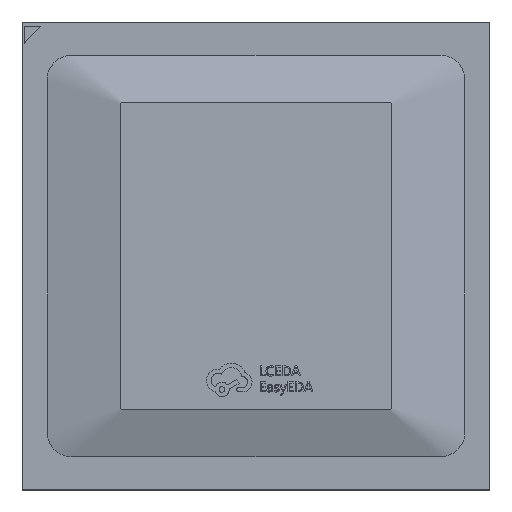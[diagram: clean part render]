
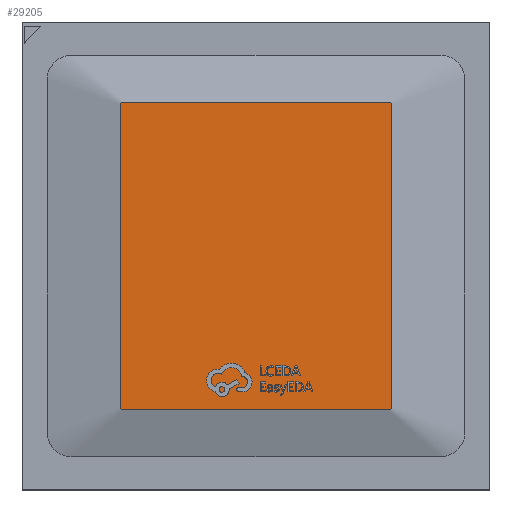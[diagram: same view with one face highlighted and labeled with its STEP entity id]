
A CAD part, top view. The second image highlights one B-rep face of the part: STEP entity #29205.
In plain terms, the highlighted planar face has unit normal (0, 0, 1).
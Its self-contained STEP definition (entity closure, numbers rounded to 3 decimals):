
#391 = CARTESIAN_POINT ( 'NONE',  ( 5.49, 6.201, 1.23 ) ) ;
#491 = B_SPLINE_CURVE_WITH_KNOTS ( 'NONE', 3,
 ( #8019, #23664, #17205, #5722, #14538, #7863 ),
 .UNSPECIFIED., .F., .F.,
 ( 4, 2, 4 ),
 ( 0., 0.5, 1. ),
 .UNSPECIFIED. ) ;
#835 = CARTESIAN_POINT ( 'NONE',  ( -5.5, 6.15, 1.23 ) ) ;
#922 = B_SPLINE_CURVE_WITH_KNOTS ( 'NONE', 3,
 ( #20191, #14359, #391, #6931, #9661, #7391 ),
 .UNSPECIFIED., .F., .F.,
 ( 4, 2, 4 ),
 ( 0., 0.5, 1. ),
 .UNSPECIFIED. ) ;
#1258 = ORIENTED_EDGE ( 'NONE', *, *, #15910, .T. ) ;
#1361 = DIRECTION ( 'NONE',  ( -1., 0., 0. ) ) ;
#1605 = EDGE_CURVE ( 'NONE', #28851, #13755, #491, .T. ) ;
#2274 = CARTESIAN_POINT ( 'NONE',  ( -5.4, 6.25, 1.23 ) ) ;
#4100 = LINE ( 'NONE', #15022, #18582 ) ;
#4338 = EDGE_CURVE ( 'NONE', #16853, #18204, #4100, .T. ) ;
#4465 = CARTESIAN_POINT ( 'NONE',  ( 5.5, -6.15, 1.23 ) ) ;
#4916 = VERTEX_POINT ( 'NONE', #22119 ) ;
#5722 = CARTESIAN_POINT ( 'NONE',  ( -5.452, -6.24, 1.23 ) ) ;
#6263 = CARTESIAN_POINT ( 'NONE',  ( 5.4, -6.25, 1.23 ) ) ;
#6931 = CARTESIAN_POINT ( 'NONE',  ( 5.452, 6.24, 1.23 ) ) ;
#7127 = ORIENTED_EDGE ( 'NONE', *, *, #4338, .T. ) ;
#7391 = CARTESIAN_POINT ( 'NONE',  ( 5.4, 6.25, 1.23 ) ) ;
#7464 = CARTESIAN_POINT ( 'NONE',  ( -5.4, 6.25, 1.23 ) ) ;
#7646 = DIRECTION ( 'NONE',  ( 1., 0., 0. ) ) ;
#7863 = CARTESIAN_POINT ( 'NONE',  ( -5.4, -6.25, 1.23 ) ) ;
#8019 = CARTESIAN_POINT ( 'NONE',  ( -5.5, -6.15, 1.23 ) ) ;
#8391 = VECTOR ( 'NONE', #23792, 1000. ) ;
#8459 = EDGE_CURVE ( 'NONE', #26515, #16853, #922, .T. ) ;
#8552 = CARTESIAN_POINT ( 'NONE',  ( 5.5, -6.15, 1.23 ) ) ;
#8989 = VERTEX_POINT ( 'NONE', #4465 ) ;
#9661 = CARTESIAN_POINT ( 'NONE',  ( 5.428, 6.25, 1.23 ) ) ;
#10586 = CARTESIAN_POINT ( 'NONE',  ( 5.471, 6.221, 1.23 ) ) ;
#11629 = B_SPLINE_CURVE_WITH_KNOTS ( 'NONE', 3,
 ( #6263, #28924, #17452, #15371, #29215, #8552 ),
 .UNSPECIFIED., .F., .F.,
 ( 4, 2, 4 ),
 ( 0., 0.5, 1. ),
 .UNSPECIFIED. ) ;
#11706 = CARTESIAN_POINT ( 'NONE',  ( -5.5, 6.15, 1.23 ) ) ;
#12360 = LINE ( 'NONE', #21620, #22636 ) ;
#12584 = FACE_OUTER_BOUND ( 'NONE', #23243, .T. ) ;
#12873 = DIRECTION ( 'NONE',  ( 0., 0., -1. ) ) ;
#13755 = VERTEX_POINT ( 'NONE', #23302 ) ;
#13830 = CARTESIAN_POINT ( 'NONE',  ( -5.427, 6.25, 1.23 ) ) ;
#14359 = CARTESIAN_POINT ( 'NONE',  ( 5.5, 6.177, 1.23 ) ) ;
#14538 = CARTESIAN_POINT ( 'NONE',  ( -5.428, -6.25, 1.23 ) ) ;
#15022 = CARTESIAN_POINT ( 'NONE',  ( 5.4, 6.25, 1.23 ) ) ;
#15371 = CARTESIAN_POINT ( 'NONE',  ( 5.49, -6.202, 1.23 ) ) ;
#15910 = EDGE_CURVE ( 'NONE', #8989, #26515, #12360, .T. ) ;
#16827 = CARTESIAN_POINT ( 'NONE',  ( -5.5, 6.178, 1.23 ) ) ;
#16853 = VERTEX_POINT ( 'NONE', #17692 ) ;
#17205 = CARTESIAN_POINT ( 'NONE',  ( -5.49, -6.201, 1.23 ) ) ;
#17452 = CARTESIAN_POINT ( 'NONE',  ( 5.451, -6.24, 1.23 ) ) ;
#17523 = ORIENTED_EDGE ( 'NONE', *, *, #8459, .T. ) ;
#17692 = CARTESIAN_POINT ( 'NONE',  ( 5.4, 6.25, 1.23 ) ) ;
#17744 = ORIENTED_EDGE ( 'NONE', *, *, #25498, .T. ) ;
#18204 = VERTEX_POINT ( 'NONE', #2274 ) ;
#18582 = VECTOR ( 'NONE', #1361, 1000. ) ;
#19270 = B_SPLINE_CURVE_WITH_KNOTS ( 'NONE', 3,
 ( #7464, #13830, #25856, #23105, #16827, #11706 ),
 .UNSPECIFIED., .F., .F.,
 ( 4, 2, 4 ),
 ( 0., 0.5, 1. ),
 .UNSPECIFIED. ) ;
#19828 = CARTESIAN_POINT ( 'NONE',  ( -5.4, -6.25, 1.23 ) ) ;
#20191 = CARTESIAN_POINT ( 'NONE',  ( 5.5, 6.15, 1.23 ) ) ;
#21620 = CARTESIAN_POINT ( 'NONE',  ( 5.5, -6.15, 1.23 ) ) ;
#21804 = LINE ( 'NONE', #835, #8391 ) ;
#21806 = VERTEX_POINT ( 'NONE', #26713 ) ;
#22119 = CARTESIAN_POINT ( 'NONE',  ( -5.5, 6.15, 1.23 ) ) ;
#22295 = DIRECTION ( 'NONE',  ( -1., 0., 0. ) ) ;
#22636 = VECTOR ( 'NONE', #28626, 1000. ) ;
#23105 = CARTESIAN_POINT ( 'NONE',  ( -5.49, 6.202, 1.23 ) ) ;
#23243 = EDGE_LOOP ( 'NONE', ( #17523, #7127, #27666, #26236, #26641, #17744, #24360, #1258 ) ) ;
#23302 = CARTESIAN_POINT ( 'NONE',  ( -5.4, -6.25, 1.23 ) ) ;
#23664 = CARTESIAN_POINT ( 'NONE',  ( -5.5, -6.177, 1.23 ) ) ;
#23792 = DIRECTION ( 'NONE',  ( 0., -1., 0. ) ) ;
#24360 = ORIENTED_EDGE ( 'NONE', *, *, #29761, .T. ) ;
#25498 = EDGE_CURVE ( 'NONE', #13755, #21806, #25890, .T. ) ;
#25856 = CARTESIAN_POINT ( 'NONE',  ( -5.451, 6.24, 1.23 ) ) ;
#25890 = LINE ( 'NONE', #19828, #25919 ) ;
#25919 = VECTOR ( 'NONE', #7646, 1000. ) ;
#26236 = ORIENTED_EDGE ( 'NONE', *, *, #28495, .T. ) ;
#26515 = VERTEX_POINT ( 'NONE', #27442 ) ;
#26641 = ORIENTED_EDGE ( 'NONE', *, *, #1605, .T. ) ;
#26713 = CARTESIAN_POINT ( 'NONE',  ( 5.4, -6.25, 1.23 ) ) ;
#27178 = EDGE_CURVE ( 'NONE', #18204, #4916, #19270, .T. ) ;
#27442 = CARTESIAN_POINT ( 'NONE',  ( 5.5, 6.15, 1.23 ) ) ;
#27666 = ORIENTED_EDGE ( 'NONE', *, *, #27178, .T. ) ;
#27731 = AXIS2_PLACEMENT_3D ( 'NONE', #10586, #12873, #22295 ) ;
#28495 = EDGE_CURVE ( 'NONE', #4916, #28851, #21804, .T. ) ;
#28544 = PLANE ( 'NONE',  #27731 ) ;
#28626 = DIRECTION ( 'NONE',  ( 0., 1., 0. ) ) ;
#28851 = VERTEX_POINT ( 'NONE', #29818 ) ;
#28924 = CARTESIAN_POINT ( 'NONE',  ( 5.427, -6.25, 1.23 ) ) ;
#29205 = ADVANCED_FACE ( 'NONE', ( #12584 ), #28544, .F. ) ;
#29215 = CARTESIAN_POINT ( 'NONE',  ( 5.5, -6.178, 1.23 ) ) ;
#29761 = EDGE_CURVE ( 'NONE', #21806, #8989, #11629, .T. ) ;
#29818 = CARTESIAN_POINT ( 'NONE',  ( -5.5, -6.15, 1.23 ) ) ;
